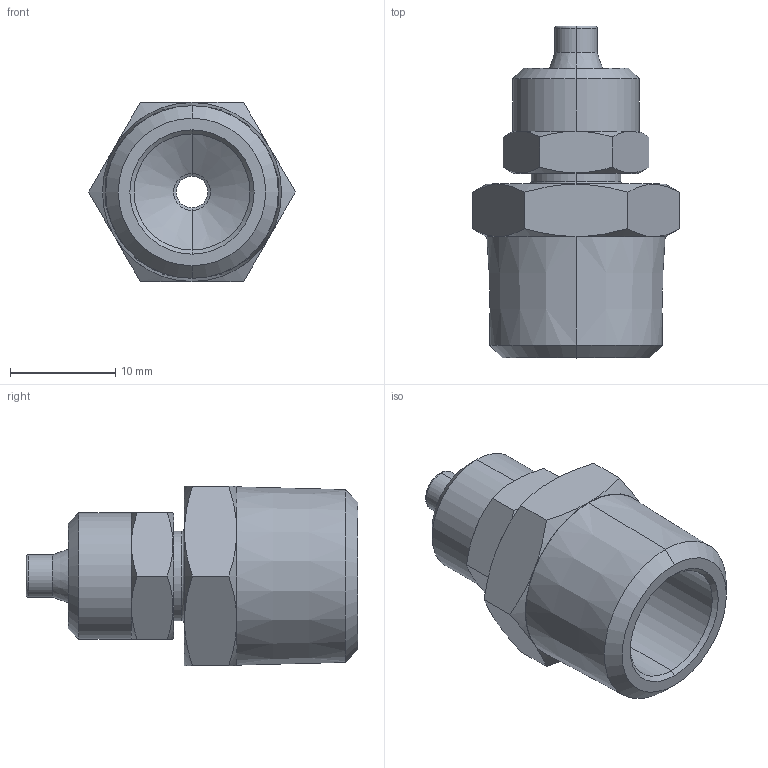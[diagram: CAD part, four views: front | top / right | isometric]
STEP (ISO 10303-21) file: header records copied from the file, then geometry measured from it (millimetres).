
FILE_DESCRIPTION (( 'STEP AP203' ), '1' );
FILE_NAME ('02010033.STEP', '2011-09-05T12:57:07', ( 'Flavio' ), ( '' ), 'SwSTEP 2.0', 'SolidWorks 2011', '' );
FILE_SCHEMA (( 'CONFIG_CONTROL_DESIGN' ));
Length unit declared in the file: millimetre
Products named in the file (1): 02010033
Bounding box: 19.63 x 31.5 x 17 mm (x, y, z)
Volume: 3486.3 mm3; surface area: 2555.5 mm2
Topology: 1 solids, 1 shells, 73 faces, 158 edges, 92 vertices
Faces by surface type: cone 34, plane 19, cylinder 16, torus 4
Entity records: 2209 total; most frequent: CARTESIAN_POINT 572, DIRECTION 334, ORIENTED_EDGE 316, EDGE_CURVE 158, AXIS2_PLACEMENT_3D 142, VERTEX_POINT 92, EDGE_LOOP 80, FACE_OUTER_BOUND 73
